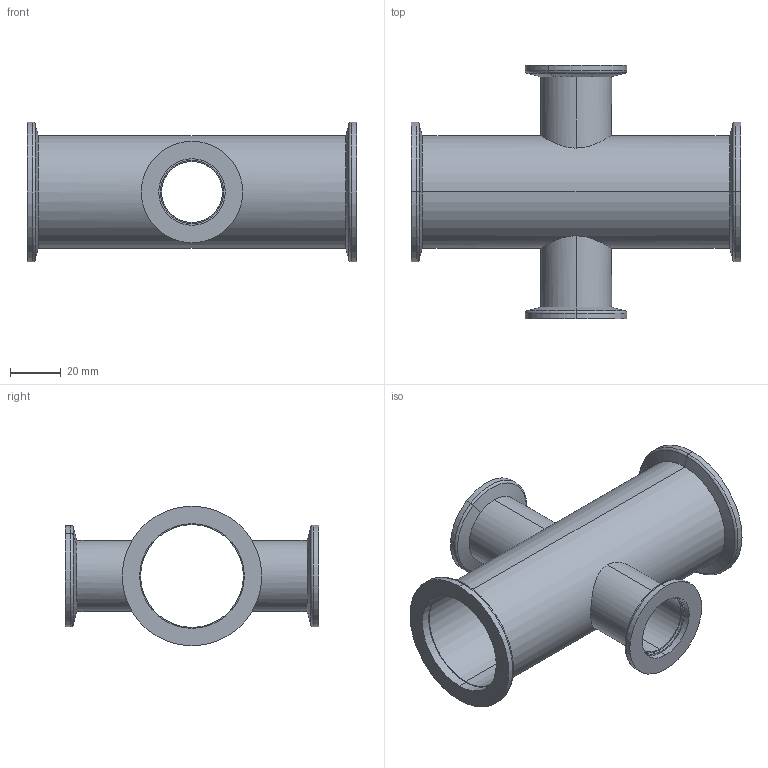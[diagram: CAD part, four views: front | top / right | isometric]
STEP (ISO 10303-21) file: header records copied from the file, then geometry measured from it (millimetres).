
FILE_DESCRIPTION (( 'STEP AP214' ), '1' );
FILE_NAME ('Hositrad_KX4R-40-25-44.STEP', '2015-11-19T15:31:44', ( '' ), ( '' ), 'SwSTEP 2.0', 'SolidWorks 2015', '' );
FILE_SCHEMA (( 'AUTOMOTIVE_DESIGN' ));
Length unit declared in the file: millimetre
Products named in the file (4): Hositrad_KX4R-40-25-44; KF25-WS_KF25-28Ws; Reducer-X-all_40-25-44; KF40-44.5WS
Assembly tree (5 placements, depth 2):
  Hositrad_KX4R-40-25-44
    Reducer-X-all_40-25-44
    KF40-44.5WS  x2
    KF25-WS_KF25-28Ws  x2
Bounding box: 130 x 100 x 55 mm (x, y, z)
Volume: 52437.4 mm3; surface area: 51240.5 mm2
Topology: 5 solids, 5 shells, 74 faces, 156 edges, 96 vertices
Faces by surface type: cylinder 40, plane 14, torus 8, cone 8, bspline 4
Entity records: 2706 total; most frequent: CARTESIAN_POINT 1489, DIRECTION 244, ORIENTED_EDGE 204, AXIS2_PLACEMENT_3D 107, EDGE_CURVE 102, VERTEX_POINT 64, EDGE_LOOP 60, CIRCLE 56
